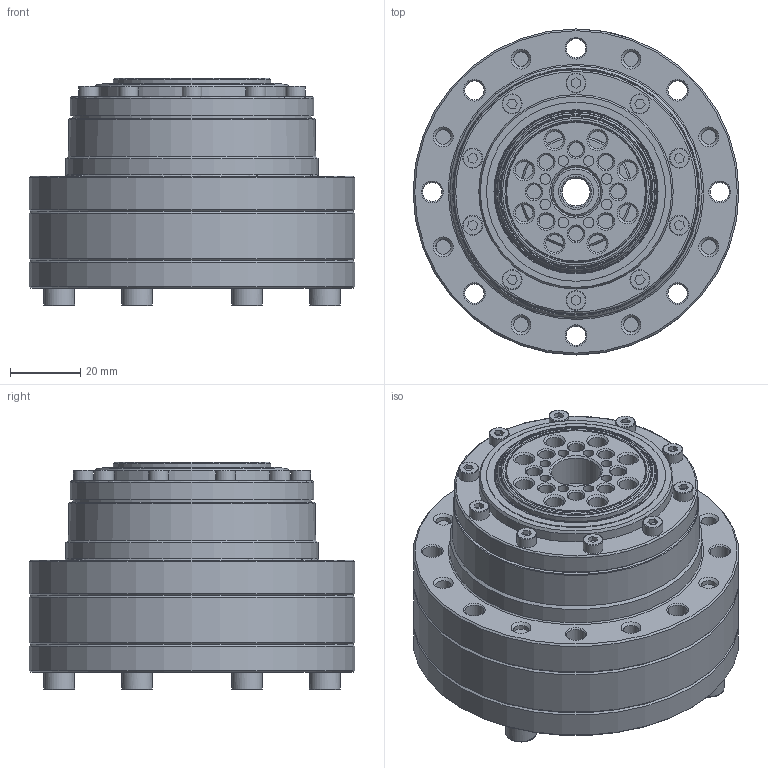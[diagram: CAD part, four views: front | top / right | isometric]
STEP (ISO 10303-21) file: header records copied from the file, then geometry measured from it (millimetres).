
FILE_DESCRIPTION (( 'STEP AP214' ), '1' );
FILE_NAME ('outside_C007653_CSG-20-xxx-2UH-LW-SP-A.STEP', '2021-03-17T00:44:42', ( '' ), ( '' ), 'SwSTEP 2.0', 'SolidWorks 2018', '' );
FILE_SCHEMA (( 'AUTOMOTIVE_DESIGN' ));
Length unit declared in the file: millimetre
Products named in the file (3): outside_C007653_CSG-20-xxx-2UH-LW-SP-A_output; outside_C007653_CSG-20-xxx-2UH-LW-SP-A; outside_C007653_CSG-20-xxx-2UH-LW-SP-A_fixed
Assembly tree (2 placements, depth 2):
  outside_C007653_CSG-20-xxx-2UH-LW-SP-A
    outside_C007653_CSG-20-xxx-2UH-LW-SP-A_fixed
    outside_C007653_CSG-20-xxx-2UH-LW-SP-A_output
Bounding box: 93 x 93 x 65 mm (x, y, z)
Volume: 269185.1 mm3; surface area: 67047.9 mm2
Topology: 2 solids, 2 shells, 1416 faces, 3904 edges, 2571 vertices
Faces by surface type: bspline 449, plane 390, cylinder 366, cone 108, torus 80, sphere 23
Full cylindrical faces by diameter (mm): 2.5 x2, 3 x8, 3.4 x4, 4.2 x16, 4.68 x2, 5 x10, 5.5 x16, 5.68 x10, 6.5 x4, 8 x1, 8.72 x12, 10 x2, 14 x1, 16 x1, 19.5 x1, 22 x1, 29.6 x1, 32 x2, 34 x1, 35 x1, 36.6 x2, 38.9 x2, 39.8 x2, 40 x2, 43 x1, 45 x1, 45.8 x2, 46.638 x1, 46.8 x2, 49.078 x2
Entity records: 60289 total; most frequent: CARTESIAN_POINT 30623, ORIENTED_EDGE 6908, DIRECTION 4814, EDGE_CURVE 3454, VERTEX_POINT 2414, AXIS2_PLACEMENT_3D 2060, EDGE_LOOP 1870, FACE_OUTER_BOUND 1588
